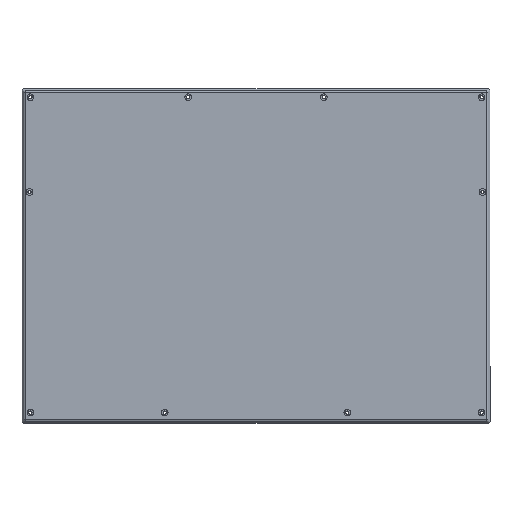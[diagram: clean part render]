
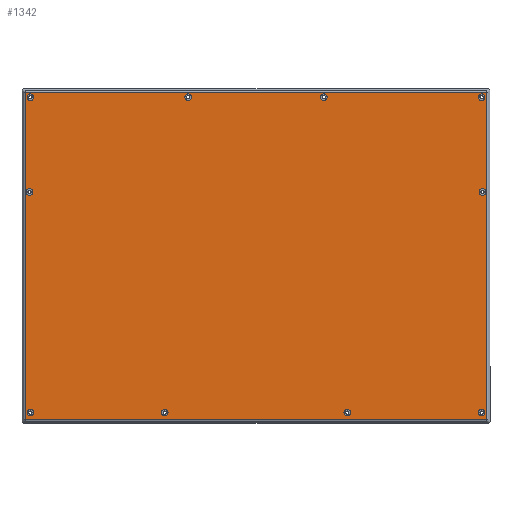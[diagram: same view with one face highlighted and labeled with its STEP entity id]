
A CAD part, front view. The second image highlights one B-rep face of the part: STEP entity #1342.
In plain terms, the highlighted planar face has unit normal (0, -1, 0).
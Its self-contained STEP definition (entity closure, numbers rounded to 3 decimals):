
#19=FACE_BOUND('',#183,.T.);
#20=FACE_BOUND('',#184,.T.);
#21=FACE_BOUND('',#185,.T.);
#22=FACE_BOUND('',#186,.T.);
#23=FACE_BOUND('',#187,.T.);
#24=FACE_BOUND('',#188,.T.);
#25=FACE_BOUND('',#189,.T.);
#26=FACE_BOUND('',#190,.T.);
#27=FACE_BOUND('',#191,.T.);
#28=FACE_BOUND('',#192,.T.);
#52=PLANE('',#1452);
#100=FACE_OUTER_BOUND('',#182,.T.);
#182=EDGE_LOOP('',(#944,#945,#946,#947));
#183=EDGE_LOOP('',(#948));
#184=EDGE_LOOP('',(#949));
#185=EDGE_LOOP('',(#950));
#186=EDGE_LOOP('',(#951));
#187=EDGE_LOOP('',(#952));
#188=EDGE_LOOP('',(#953));
#189=EDGE_LOOP('',(#954));
#190=EDGE_LOOP('',(#955));
#191=EDGE_LOOP('',(#956));
#192=EDGE_LOOP('',(#957));
#284=LINE('',#2066,#385);
#286=LINE('',#2074,#387);
#288=LINE('',#2084,#389);
#290=LINE('',#2093,#391);
#385=VECTOR('',#1611,10.);
#387=VECTOR('',#1619,10.);
#389=VECTOR('',#1631,10.);
#391=VECTOR('',#1643,10.);
#497=CIRCLE('',#1453,2.);
#498=CIRCLE('',#1454,2.);
#499=CIRCLE('',#1455,2.);
#500=CIRCLE('',#1456,2.);
#501=CIRCLE('',#1457,2.);
#502=CIRCLE('',#1458,2.);
#503=CIRCLE('',#1459,2.);
#504=CIRCLE('',#1460,2.);
#505=CIRCLE('',#1461,2.);
#506=CIRCLE('',#1462,2.);
#575=VERTEX_POINT('',#2059);
#578=VERTEX_POINT('',#2064);
#579=VERTEX_POINT('',#2068);
#582=VERTEX_POINT('',#2078);
#596=VERTEX_POINT('',#2125);
#597=VERTEX_POINT('',#2127);
#598=VERTEX_POINT('',#2129);
#599=VERTEX_POINT('',#2131);
#600=VERTEX_POINT('',#2133);
#601=VERTEX_POINT('',#2135);
#602=VERTEX_POINT('',#2137);
#603=VERTEX_POINT('',#2139);
#604=VERTEX_POINT('',#2141);
#605=VERTEX_POINT('',#2143);
#704=EDGE_CURVE('',#578,#575,#284,.T.);
#708=EDGE_CURVE('',#575,#579,#286,.T.);
#713=EDGE_CURVE('',#579,#582,#288,.T.);
#718=EDGE_CURVE('',#582,#578,#290,.T.);
#734=EDGE_CURVE('',#596,#596,#497,.T.);
#735=EDGE_CURVE('',#597,#597,#498,.T.);
#736=EDGE_CURVE('',#598,#598,#499,.T.);
#737=EDGE_CURVE('',#599,#599,#500,.T.);
#738=EDGE_CURVE('',#600,#600,#501,.T.);
#739=EDGE_CURVE('',#601,#601,#502,.T.);
#740=EDGE_CURVE('',#602,#602,#503,.T.);
#741=EDGE_CURVE('',#603,#603,#504,.T.);
#742=EDGE_CURVE('',#604,#604,#505,.T.);
#743=EDGE_CURVE('',#605,#605,#506,.T.);
#944=ORIENTED_EDGE('',*,*,#704,.F.);
#945=ORIENTED_EDGE('',*,*,#718,.F.);
#946=ORIENTED_EDGE('',*,*,#713,.F.);
#947=ORIENTED_EDGE('',*,*,#708,.F.);
#948=ORIENTED_EDGE('',*,*,#734,.T.);
#949=ORIENTED_EDGE('',*,*,#735,.T.);
#950=ORIENTED_EDGE('',*,*,#736,.T.);
#951=ORIENTED_EDGE('',*,*,#737,.T.);
#952=ORIENTED_EDGE('',*,*,#738,.T.);
#953=ORIENTED_EDGE('',*,*,#739,.T.);
#954=ORIENTED_EDGE('',*,*,#740,.T.);
#955=ORIENTED_EDGE('',*,*,#741,.T.);
#956=ORIENTED_EDGE('',*,*,#742,.T.);
#957=ORIENTED_EDGE('',*,*,#743,.T.);
#1342=ADVANCED_FACE('',(#100,#19,#20,#21,#22,#23,#24,#25,#26,#27,#28),#52,
 .T.);
#1452=AXIS2_PLACEMENT_3D('',#2124,#1675,#1676);
#1453=AXIS2_PLACEMENT_3D('',#2126,#1677,#1678);
#1454=AXIS2_PLACEMENT_3D('',#2128,#1679,#1680);
#1455=AXIS2_PLACEMENT_3D('',#2130,#1681,#1682);
#1456=AXIS2_PLACEMENT_3D('',#2132,#1683,#1684);
#1457=AXIS2_PLACEMENT_3D('',#2134,#1685,#1686);
#1458=AXIS2_PLACEMENT_3D('',#2136,#1687,#1688);
#1459=AXIS2_PLACEMENT_3D('',#2138,#1689,#1690);
#1460=AXIS2_PLACEMENT_3D('',#2140,#1691,#1692);
#1461=AXIS2_PLACEMENT_3D('',#2142,#1693,#1694);
#1462=AXIS2_PLACEMENT_3D('',#2144,#1695,#1696);
#1611=DIRECTION('',(0.,0.,1.));
#1619=DIRECTION('',(1.,0.,0.));
#1631=DIRECTION('',(0.,0.,-1.));
#1643=DIRECTION('',(-1.,0.,0.));
#1675=DIRECTION('center_axis',(0.,-1.,0.));
#1676=DIRECTION('ref_axis',(0.,0.,-1.));
#1677=DIRECTION('center_axis',(0.,1.,0.));
#1678=DIRECTION('ref_axis',(1.,0.,0.));
#1679=DIRECTION('center_axis',(0.,1.,0.));
#1680=DIRECTION('ref_axis',(1.,0.,0.));
#1681=DIRECTION('center_axis',(0.,1.,0.));
#1682=DIRECTION('ref_axis',(1.,0.,0.));
#1683=DIRECTION('center_axis',(0.,1.,0.));
#1684=DIRECTION('ref_axis',(1.,0.,0.));
#1685=DIRECTION('center_axis',(0.,1.,0.));
#1686=DIRECTION('ref_axis',(1.,0.,0.));
#1687=DIRECTION('center_axis',(0.,1.,0.));
#1688=DIRECTION('ref_axis',(1.,0.,0.));
#1689=DIRECTION('center_axis',(0.,1.,0.));
#1690=DIRECTION('ref_axis',(1.,0.,0.));
#1691=DIRECTION('center_axis',(0.,1.,0.));
#1692=DIRECTION('ref_axis',(1.,0.,0.));
#1693=DIRECTION('center_axis',(0.,1.,0.));
#1694=DIRECTION('ref_axis',(1.,0.,0.));
#1695=DIRECTION('center_axis',(0.,1.,0.));
#1696=DIRECTION('ref_axis',(1.,0.,0.));
#2059=CARTESIAN_POINT('',(-191.885,-31.96,126.041));
#2064=CARTESIAN_POINT('',(-191.885,-31.96,-69.964));
#2066=CARTESIAN_POINT('',(-191.885,-31.96,77.442));
#2068=CARTESIAN_POINT('',(84.1,-31.96,126.041));
#2074=CARTESIAN_POINT('',(15.579,-31.96,126.041));
#2078=CARTESIAN_POINT('',(84.1,-31.96,-69.964));
#2084=CARTESIAN_POINT('',(84.1,-31.96,-21.568));
#2093=CARTESIAN_POINT('',(-123.421,-31.96,-69.964));
#2124=CARTESIAN_POINT('Origin',(-53.949,-31.96,27.835));
#2125=CARTESIAN_POINT('',(-110.519,-31.96,-65.671));
#2126=CARTESIAN_POINT('Origin',(-108.519,-31.96,-65.671));
#2127=CARTESIAN_POINT('',(79.107,-31.96,-65.671));
#2128=CARTESIAN_POINT('Origin',(81.107,-31.96,-65.671));
#2129=CARTESIAN_POINT('',(-190.893,-31.96,-65.671));
#2130=CARTESIAN_POINT('Origin',(-188.893,-31.96,-65.671));
#2131=CARTESIAN_POINT('',(79.098,-31.96,123.049));
#2132=CARTESIAN_POINT('Origin',(81.098,-31.96,123.049));
#2133=CARTESIAN_POINT('',(-190.893,-31.96,123.049));
#2134=CARTESIAN_POINT('Origin',(-188.893,-31.96,123.049));
#2135=CARTESIAN_POINT('',(-15.315,-31.96,123.049));
#2136=CARTESIAN_POINT('Origin',(-13.315,-31.96,123.049));
#2137=CARTESIAN_POINT('',(-96.471,-31.96,123.049));
#2138=CARTESIAN_POINT('Origin',(-94.471,-31.96,123.049));
#2139=CARTESIAN_POINT('',(-191.393,-31.96,66.346));
#2140=CARTESIAN_POINT('Origin',(-189.393,-31.96,66.346));
#2141=CARTESIAN_POINT('',(79.608,-31.96,66.346));
#2142=CARTESIAN_POINT('Origin',(81.608,-31.96,66.346));
#2143=CARTESIAN_POINT('',(-1.267,-31.96,-65.671));
#2144=CARTESIAN_POINT('Origin',(0.733,-31.96,-65.671));
